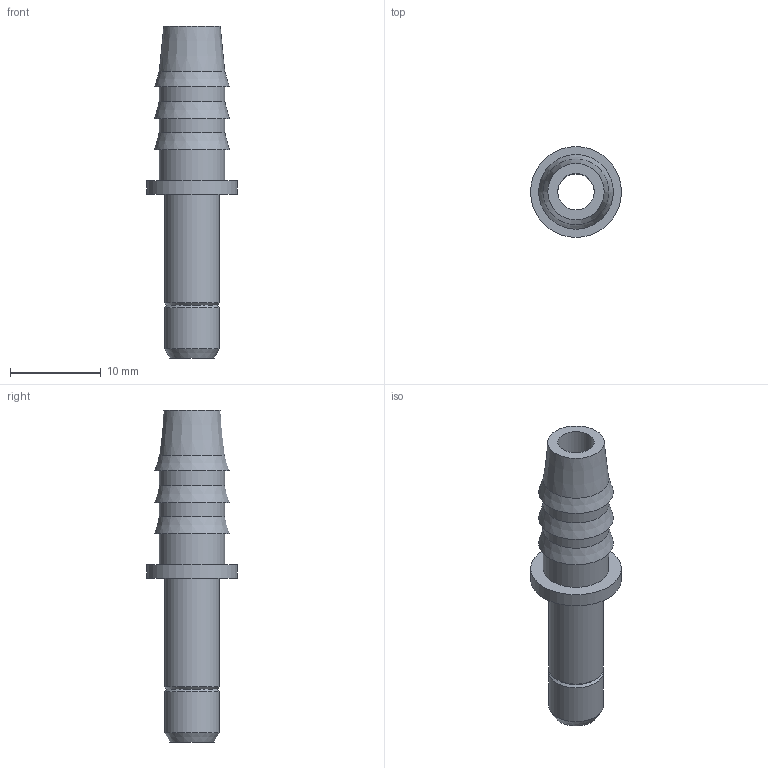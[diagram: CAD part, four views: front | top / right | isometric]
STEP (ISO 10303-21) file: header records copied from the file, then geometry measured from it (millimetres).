
FILE_DESCRIPTION(/* description */ (''),/* implementation_level */ '2;1');
FILE_NAME(/* name */ 'iqsgt_60h6_msv.stp',/* time_stamp */ '2017-11-03T11:36:37+01:00',/* author */ ('Hamoud'),/* organization */ (''),/* preprocessor_version */ 'ST-DEVELOPER v15.6',/* originating_system */ 'Autodesk Inventor LT ',/* authorisation */ '');
FILE_SCHEMA (('AUTOMOTIVE_DESIGN { 1 0 10303 214 3 1 1 }'));
Length unit declared in the file: millimetre
Products named in the file (1): iqsgt_60h6_msv
Bounding box: 10 x 10 x 36.5 mm (x, y, z)
Volume: 859.2 mm3; surface area: 1387.8 mm2
Topology: 1 solids, 1 shells, 21 faces, 35 edges, 21 vertices
Faces by surface type: cone 7, plane 7, cylinder 7
Full cylindrical faces by diameter (mm): 4 x1, 6 x2, 7.2 x3, 10 x1
Entity records: 459 total; most frequent: DIRECTION 86, CARTESIAN_POINT 64, AXIS2_PLACEMENT_3D 43, EDGE_LOOP 42, ORIENTED_EDGE 42, FACE_BOUND 21, FACE_OUTER_BOUND 21, CIRCLE 21
